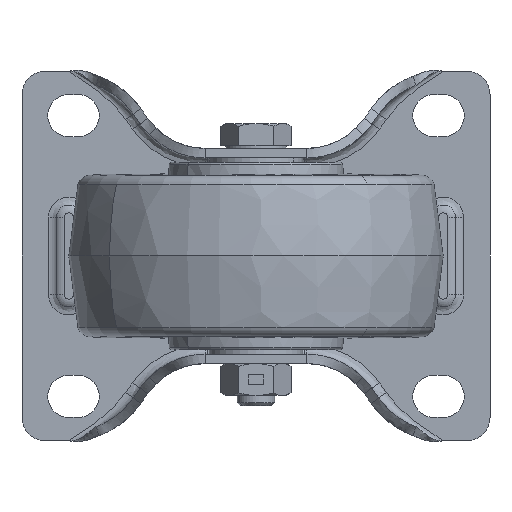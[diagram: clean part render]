
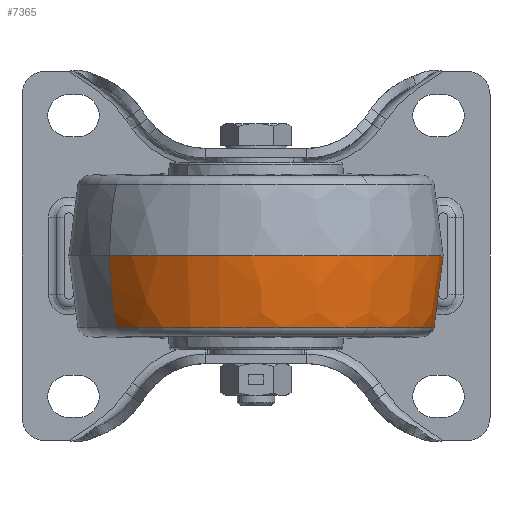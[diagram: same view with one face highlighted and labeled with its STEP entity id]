
A CAD part, front view. The second image highlights one B-rep face of the part: STEP entity #7365.
In plain terms, the highlighted free-form (B-spline) face has degree [3, 3] with [4, 4] control points.
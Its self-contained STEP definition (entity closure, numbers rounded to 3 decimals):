
#913 = CARTESIAN_POINT ( 'NONE',  ( 160.884, -95.935, -15.292 ) ) ;
#1118 = ORIENTED_EDGE ( 'NONE', *, *, #3160, .F. ) ;
#1436 =( BOUNDED_CURVE ( )  B_SPLINE_CURVE ( 3, ( #21439, #31563, #24981, #8117 ),
 .UNSPECIFIED., .F., .F. ) 
 B_SPLINE_CURVE_WITH_KNOTS ( ( 4, 4 ),
 ( 0., 1. ),
 .UNSPECIFIED. ) 
 CURVE ( )  GEOMETRIC_REPRESENTATION_ITEM ( )  RATIONAL_B_SPLINE_CURVE ( ( 0.984, 0.808, 0.719, 0.72 ) ) 
 REPRESENTATION_ITEM ( '' )  );
#2000 = CARTESIAN_POINT ( 'NONE',  ( 107.414, -89.802, -15.292 ) ) ;
#3160 = EDGE_CURVE ( 'NONE', #21046, #40344, #10388, .T. ) ;
#3819 = FACE_OUTER_BOUND ( 'NONE', #4713, .T. ) ;
#4068 =( BOUNDED_SURFACE ( )  B_SPLINE_SURFACE ( 3, 3, ( 
 ( #14012, #913, #11343, #27727 ),
 ( #18043, #20911, #27926, #41653 ),
 ( #41424, #24885, #38340, #24014 ),
 ( #31683, #4682, #37462, #7165 ) ),
 .UNSPECIFIED., .F., .F., .T. ) 
 B_SPLINE_SURFACE_WITH_KNOTS ( ( 4, 4 ),
 ( 4, 4 ),
 ( 0., 1. ),
 ( 0., 1. ),
 .UNSPECIFIED. ) 
 GEOMETRIC_REPRESENTATION_ITEM ( )  RATIONAL_B_SPLINE_SURFACE ( (
 ( 0.984, 0.328, 0.328, 0.984),
 ( 0.808, 0.269, 0.269, 0.808),
 ( 0.719, 0.24, 0.24, 0.719),
 ( 0.72, 0.24, 0.24, 0.72) ) ) 
 REPRESENTATION_ITEM ( '' )  SURFACE ( )  );
#4682 = CARTESIAN_POINT ( 'NONE',  ( 164.822, -97.77, 0. ) ) ;
#4713 = EDGE_LOOP ( 'NONE', ( #11015, #6289, #7922, #30178, #1118 ) ) ;
#5144 = VERTEX_POINT ( 'NONE', #28361 ) ;
#5662 = CARTESIAN_POINT ( 'NONE',  ( 52.537, -84.786, -6.975 ) ) ;
#6289 = ORIENTED_EDGE ( 'NONE', *, *, #43699, .T. ) ;
#7165 = CARTESIAN_POINT ( 'NONE',  ( 52.422, -84.877, 0. ) ) ;
#7365 = ADVANCED_FACE ( 'NONE', ( #3819 ), #4068, .T. ) ;
#7565 = AXIS2_PLACEMENT_3D ( 'NONE', #33628, #23266, #10188 ) ;
#7922 = ORIENTED_EDGE ( 'NONE', *, *, #18523, .T. ) ;
#8117 = CARTESIAN_POINT ( 'NONE',  ( 115.069, -35.123, 0. ) ) ;
#9727 = DIRECTION ( 'NONE',  ( 0., 0., -1. ) ) ;
#10188 = DIRECTION ( 'NONE',  ( 0.622, -0.783, 0. ) ) ;
#10388 = CIRCLE ( 'NONE', #7565, 38.057 ) ;
#11015 = ORIENTED_EDGE ( 'NONE', *, *, #28258, .F. ) ;
#11343 = CARTESIAN_POINT ( 'NONE',  ( 101.28, -143.272, -15.292 ) ) ;
#11416 = VERTEX_POINT ( 'NONE', #32065 ) ;
#12973 = AXIS2_PLACEMENT_3D ( 'NONE', #18224, #28127, #24421 ) ;
#14012 = CARTESIAN_POINT ( 'NONE',  ( 113.547, -36.332, -15.292 ) ) ;
#15967 = CARTESIAN_POINT ( 'NONE',  ( 83.745, -60., 0. ) ) ;
#16880 = VERTEX_POINT ( 'NONE', #27387 ) ;
#18043 = CARTESIAN_POINT ( 'NONE',  ( 114.348, -35.695, -12.426 ) ) ;
#18224 = CARTESIAN_POINT ( 'NONE',  ( 83.745, -60., -15.292 ) ) ;
#18523 = EDGE_CURVE ( 'NONE', #11416, #16880, #40191, .T. ) ;
#19110 = DIRECTION ( 'NONE',  ( 0.622, -0.783, 0. ) ) ;
#20911 = CARTESIAN_POINT ( 'NONE',  ( 162.958, -96.901, -12.426 ) ) ;
#21046 = VERTEX_POINT ( 'NONE', #2000 ) ;
#21439 = CARTESIAN_POINT ( 'NONE',  ( 113.547, -36.332, -15.292 ) ) ;
#23259 = AXIS2_PLACEMENT_3D ( 'NONE', #15967, #9727, #19110 ) ;
#23266 = DIRECTION ( 'NONE',  ( 0., 0., -1. ) ) ;
#24014 = CARTESIAN_POINT ( 'NONE',  ( 52.537, -84.786, -6.975 ) ) ;
#24421 = DIRECTION ( 'NONE',  ( 0.622, -0.783, 0. ) ) ;
#24885 = CARTESIAN_POINT ( 'NONE',  ( 164.526, -97.632, -6.975 ) ) ;
#24981 = CARTESIAN_POINT ( 'NONE',  ( 114.954, -35.214, -6.975 ) ) ;
#27387 = CARTESIAN_POINT ( 'NONE',  ( 52.422, -84.877, 0. ) ) ;
#27727 = CARTESIAN_POINT ( 'NONE',  ( 53.944, -83.668, -15.292 ) ) ;
#27926 = CARTESIAN_POINT ( 'NONE',  ( 101.752, -145.511, -12.426 ) ) ;
#28127 = DIRECTION ( 'NONE',  ( 0., 0., -1. ) ) ;
#28258 = EDGE_CURVE ( 'NONE', #5144, #21046, #32052, .T. ) ;
#28361 = CARTESIAN_POINT ( 'NONE',  ( 113.547, -36.332, -15.292 ) ) ;
#29623 = EDGE_CURVE ( 'NONE', #40344, #16880, #32477, .T. ) ;
#30178 = ORIENTED_EDGE ( 'NONE', *, *, #29623, .F. ) ;
#31563 = CARTESIAN_POINT ( 'NONE',  ( 114.348, -35.695, -12.426 ) ) ;
#31683 = CARTESIAN_POINT ( 'NONE',  ( 115.069, -35.123, 0. ) ) ;
#32052 = CIRCLE ( 'NONE', #12973, 38.057 ) ;
#32065 = CARTESIAN_POINT ( 'NONE',  ( 115.069, -35.123, 0. ) ) ;
#32294 = CARTESIAN_POINT ( 'NONE',  ( 53.944, -83.668, -15.292 ) ) ;
#32477 =( BOUNDED_CURVE ( )  B_SPLINE_CURVE ( 3, ( #35979, #38618, #5662, #33321 ),
 .UNSPECIFIED., .F., .F. ) 
 B_SPLINE_CURVE_WITH_KNOTS ( ( 4, 4 ),
 ( 0., 1. ),
 .UNSPECIFIED. ) 
 CURVE ( )  GEOMETRIC_REPRESENTATION_ITEM ( )  RATIONAL_B_SPLINE_CURVE ( ( 0.984, 0.808, 0.719, 0.72 ) ) 
 REPRESENTATION_ITEM ( '' )  );
#33321 = CARTESIAN_POINT ( 'NONE',  ( 52.422, -84.877, 0. ) ) ;
#33628 = CARTESIAN_POINT ( 'NONE',  ( 83.745, -60., -15.292 ) ) ;
#35979 = CARTESIAN_POINT ( 'NONE',  ( 53.944, -83.668, -15.292 ) ) ;
#37462 = CARTESIAN_POINT ( 'NONE',  ( 102.176, -147.523, 0. ) ) ;
#38340 = CARTESIAN_POINT ( 'NONE',  ( 102.108, -147.203, -6.975 ) ) ;
#38618 = CARTESIAN_POINT ( 'NONE',  ( 53.142, -84.305, -12.426 ) ) ;
#40191 = CIRCLE ( 'NONE', #23259, 40. ) ;
#40344 = VERTEX_POINT ( 'NONE', #32294 ) ;
#41424 = CARTESIAN_POINT ( 'NONE',  ( 114.954, -35.214, -6.975 ) ) ;
#41653 = CARTESIAN_POINT ( 'NONE',  ( 53.142, -84.305, -12.426 ) ) ;
#43699 = EDGE_CURVE ( 'NONE', #5144, #11416, #1436, .T. ) ;
